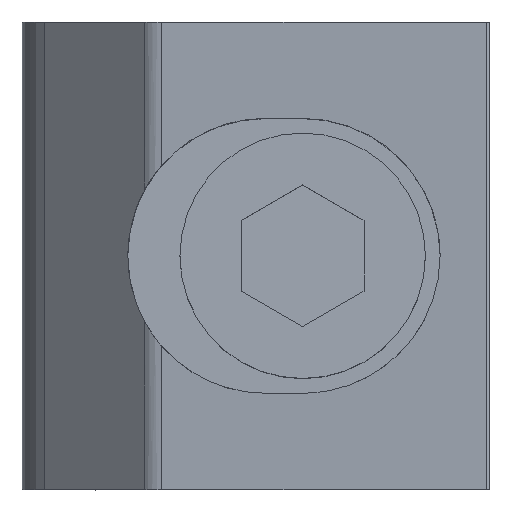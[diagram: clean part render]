
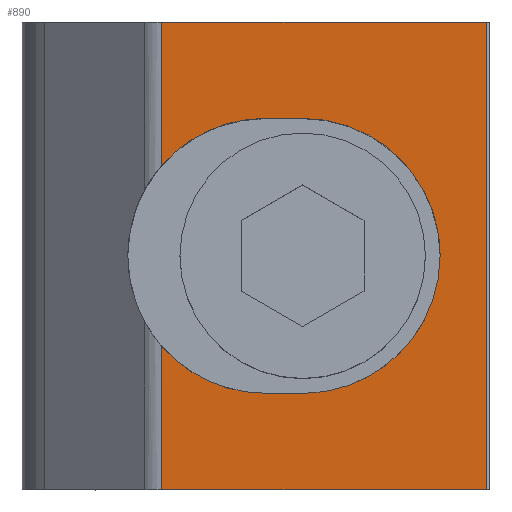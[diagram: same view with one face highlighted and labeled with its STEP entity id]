
A CAD part, top view. The second image highlights one B-rep face of the part: STEP entity #890.
In plain terms, the highlighted planar face has unit normal (-0.098, 0, 0.995).
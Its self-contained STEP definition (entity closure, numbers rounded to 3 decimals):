
#3 = EDGE_CURVE ( 'NONE', #978, #600, #1221, .T. ) ;
#27 = CARTESIAN_POINT ( 'NONE',  ( -5.745, -3.681, 9.623 ) ) ;
#38 = VECTOR ( 'NONE', #1483, 1000. ) ;
#58 =( BOUNDED_CURVE ( )  B_SPLINE_CURVE ( 3, ( #1095, #72, #533, #1651 ),
 .UNSPECIFIED., .F., .T. ) 
 B_SPLINE_CURVE_WITH_KNOTS ( ( 4, 4 ),
 ( 4.712, 6.283 ),
 .UNSPECIFIED. ) 
 CURVE ( )  GEOMETRIC_REPRESENTATION_ITEM ( )  RATIONAL_B_SPLINE_CURVE ( ( 1., 0.805, 0.805, 1. ) ) 
 REPRESENTATION_ITEM ( '' )  );
#72 = CARTESIAN_POINT ( 'NONE',  ( 3.281, 5.601, 10.508 ) ) ;
#78 = ORIENTED_EDGE ( 'NONE', *, *, #490, .T. ) ;
#129 = CARTESIAN_POINT ( 'NONE',  ( 7.495, 9.525, 10.921 ) ) ;
#157 = VECTOR ( 'NONE', #1327, 1000. ) ;
#198 = CARTESIAN_POINT ( 'NONE',  ( -5.745, -9.525, 9.623 ) ) ;
#210 = CARTESIAN_POINT ( 'NONE',  ( 0., -5.601, 10.187 ) ) ;
#229 = VERTEX_POINT ( 'NONE', #1781 ) ;
#286 = ORIENTED_EDGE ( 'NONE', *, *, #1187, .T. ) ;
#288 = CARTESIAN_POINT ( 'NONE',  ( -3.168, -5.601, 9.876 ) ) ;
#301 = EDGE_CURVE ( 'NONE', #1640, #229, #393, .T. ) ;
#317 = LINE ( 'NONE', #1324, #569 ) ;
#337 = ORIENTED_EDGE ( 'NONE', *, *, #301, .F. ) ;
#345 = CARTESIAN_POINT ( 'NONE',  ( 7.495, 5.601, 10.921 ) ) ;
#359 = VERTEX_POINT ( 'NONE', #691 ) ;
#393 = LINE ( 'NONE', #931, #38 ) ;
#400 = VECTOR ( 'NONE', #1240, 1000. ) ;
#446 = CARTESIAN_POINT ( 'NONE',  ( -5.745, 3.681, 9.623 ) ) ;
#490 = EDGE_CURVE ( 'NONE', #1257, #359, #692, .T. ) ;
#513 = EDGE_CURVE ( 'NONE', #665, #1363, #1467, .T. ) ;
#517 = CARTESIAN_POINT ( 'NONE',  ( 7.495, -5.601, 10.921 ) ) ;
#533 = CARTESIAN_POINT ( 'NONE',  ( 5.601, 3.281, 10.736 ) ) ;
#535 = CARTESIAN_POINT ( 'NONE',  ( -1.524, 5.601, 10.037 ) ) ;
#552 = VERTEX_POINT ( 'NONE', #609 ) ;
#569 = VECTOR ( 'NONE', #1342, 1000. ) ;
#595 = EDGE_CURVE ( 'NONE', #1797, #229, #1308, .T. ) ;
#600 = VERTEX_POINT ( 'NONE', #446 ) ;
#608 = AXIS2_PLACEMENT_3D ( 'NONE', #1676, #1695, #1128 ) ;
#609 = CARTESIAN_POINT ( 'NONE',  ( -5.745, -3.681, 9.623 ) ) ;
#631 = CARTESIAN_POINT ( 'NONE',  ( -5.745, 9.525, 9.623 ) ) ;
#665 = VERTEX_POINT ( 'NONE', #535 ) ;
#691 = CARTESIAN_POINT ( 'NONE',  ( 0., -5.601, 10.187 ) ) ;
#692 =( BOUNDED_CURVE ( )  B_SPLINE_CURVE ( 3, ( #845, #1404, #1729, #210 ),
 .UNSPECIFIED., .F., .T. ) 
 B_SPLINE_CURVE_WITH_KNOTS ( ( 4, 4 ),
 ( 0., 1.571 ),
 .UNSPECIFIED. ) 
 CURVE ( )  GEOMETRIC_REPRESENTATION_ITEM ( )  RATIONAL_B_SPLINE_CURVE ( ( 1., 0.805, 0.805, 1. ) ) 
 REPRESENTATION_ITEM ( '' )  );
#717 = ORIENTED_EDGE ( 'NONE', *, *, #513, .T. ) ;
#734 = VECTOR ( 'NONE', #1052, 1000. ) ;
#746 = ORIENTED_EDGE ( 'NONE', *, *, #1542, .T. ) ;
#802 = ORIENTED_EDGE ( 'NONE', *, *, #1248, .F. ) ;
#845 = CARTESIAN_POINT ( 'NONE',  ( 5.601, 0., 10.736 ) ) ;
#890 = ADVANCED_FACE ( 'NONE', ( #1136 ), #1796, .F. ) ;
#931 = CARTESIAN_POINT ( 'NONE',  ( 7.495, 9.525, 10.921 ) ) ;
#936 = VECTOR ( 'NONE', #1104, 1000. ) ;
#963 = CARTESIAN_POINT ( 'NONE',  ( 5.601, 0., 10.736 ) ) ;
#978 = VERTEX_POINT ( 'NONE', #1681 ) ;
#999 = CARTESIAN_POINT ( 'NONE',  ( 0., 5.601, 10.187 ) ) ;
#1021 =( BOUNDED_CURVE ( )  B_SPLINE_CURVE ( 3, ( #1418, #1426, #1812, #1557 ),
 .UNSPECIFIED., .F., .T. ) 
 B_SPLINE_CURVE_WITH_KNOTS ( ( 4, 4 ),
 ( 3.859, 4.712 ),
 .UNSPECIFIED. ) 
 CURVE ( )  GEOMETRIC_REPRESENTATION_ITEM ( )  RATIONAL_B_SPLINE_CURVE ( ( 1., 0.94, 0.94, 1. ) ) 
 REPRESENTATION_ITEM ( '' )  );
#1052 = DIRECTION ( 'NONE',  ( 0.995, 0., 0.098 ) ) ;
#1078 = VERTEX_POINT ( 'NONE', #1461 ) ;
#1095 = CARTESIAN_POINT ( 'NONE',  ( 0., 5.601, 10.187 ) ) ;
#1103 = LINE ( 'NONE', #517, #400 ) ;
#1104 = DIRECTION ( 'NONE',  ( 0., -1., 0. ) ) ;
#1108 = DIRECTION ( 'NONE',  ( 0.995, 0., 0.098 ) ) ;
#1128 = DIRECTION ( 'NONE',  ( -0.995, 0., -0.098 ) ) ;
#1135 =( BOUNDED_CURVE ( )  B_SPLINE_CURVE ( 3, ( #1571, #288, #1678, #27 ),
 .UNSPECIFIED., .F., .T. ) 
 B_SPLINE_CURVE_WITH_KNOTS ( ( 4, 4 ),
 ( 1.571, 2.424 ),
 .UNSPECIFIED. ) 
 CURVE ( )  GEOMETRIC_REPRESENTATION_ITEM ( )  RATIONAL_B_SPLINE_CURVE ( ( 1., 0.94, 0.94, 1. ) ) 
 REPRESENTATION_ITEM ( '' )  );
#1136 = FACE_OUTER_BOUND ( 'NONE', #1425, .T. ) ;
#1173 = CARTESIAN_POINT ( 'NONE',  ( 7.495, -9.525, 10.921 ) ) ;
#1187 = EDGE_CURVE ( 'NONE', #359, #1078, #1103, .T. ) ;
#1205 = EDGE_CURVE ( 'NONE', #1363, #1257, #58, .T. ) ;
#1221 = LINE ( 'NONE', #631, #936 ) ;
#1240 = DIRECTION ( 'NONE',  ( -0.995, 0., -0.098 ) ) ;
#1248 = EDGE_CURVE ( 'NONE', #978, #1640, #1372, .T. ) ;
#1257 = VERTEX_POINT ( 'NONE', #963 ) ;
#1297 = ORIENTED_EDGE ( 'NONE', *, *, #595, .T. ) ;
#1308 = LINE ( 'NONE', #1173, #734 ) ;
#1324 = CARTESIAN_POINT ( 'NONE',  ( -5.745, 9.525, 9.623 ) ) ;
#1327 = DIRECTION ( 'NONE',  ( 0.995, 0., 0.098 ) ) ;
#1342 = DIRECTION ( 'NONE',  ( 0., -1., 0. ) ) ;
#1363 = VERTEX_POINT ( 'NONE', #999 ) ;
#1367 = CARTESIAN_POINT ( 'NONE',  ( 7.495, 9.525, 10.921 ) ) ;
#1372 = LINE ( 'NONE', #1367, #1463 ) ;
#1374 = ORIENTED_EDGE ( 'NONE', *, *, #3, .T. ) ;
#1404 = CARTESIAN_POINT ( 'NONE',  ( 5.601, -3.281, 10.736 ) ) ;
#1418 = CARTESIAN_POINT ( 'NONE',  ( -5.745, 3.681, 9.623 ) ) ;
#1425 = EDGE_LOOP ( 'NONE', ( #286, #1502, #1570, #1297, #337, #802, #1374, #746, #717, #1457, #78 ) ) ;
#1426 = CARTESIAN_POINT ( 'NONE',  ( -4.664, 4.92, 9.729 ) ) ;
#1457 = ORIENTED_EDGE ( 'NONE', *, *, #1205, .T. ) ;
#1461 = CARTESIAN_POINT ( 'NONE',  ( -1.524, -5.601, 10.037 ) ) ;
#1463 = VECTOR ( 'NONE', #1108, 1000. ) ;
#1467 = LINE ( 'NONE', #345, #157 ) ;
#1483 = DIRECTION ( 'NONE',  ( 0., -1., 0. ) ) ;
#1502 = ORIENTED_EDGE ( 'NONE', *, *, #1511, .T. ) ;
#1511 = EDGE_CURVE ( 'NONE', #1078, #552, #1135, .T. ) ;
#1542 = EDGE_CURVE ( 'NONE', #600, #665, #1021, .T. ) ;
#1557 = CARTESIAN_POINT ( 'NONE',  ( -1.524, 5.601, 10.037 ) ) ;
#1570 = ORIENTED_EDGE ( 'NONE', *, *, #1719, .T. ) ;
#1571 = CARTESIAN_POINT ( 'NONE',  ( -1.524, -5.601, 10.037 ) ) ;
#1640 = VERTEX_POINT ( 'NONE', #129 ) ;
#1651 = CARTESIAN_POINT ( 'NONE',  ( 5.601, 0., 10.736 ) ) ;
#1676 = CARTESIAN_POINT ( 'NONE',  ( 7.495, 9.525, 10.921 ) ) ;
#1678 = CARTESIAN_POINT ( 'NONE',  ( -4.664, -4.92, 9.729 ) ) ;
#1681 = CARTESIAN_POINT ( 'NONE',  ( -5.745, 9.525, 9.623 ) ) ;
#1695 = DIRECTION ( 'NONE',  ( 0.098, 0., -0.995 ) ) ;
#1719 = EDGE_CURVE ( 'NONE', #552, #1797, #317, .T. ) ;
#1729 = CARTESIAN_POINT ( 'NONE',  ( 3.281, -5.601, 10.508 ) ) ;
#1781 = CARTESIAN_POINT ( 'NONE',  ( 7.495, -9.525, 10.921 ) ) ;
#1796 = PLANE ( 'NONE',  #608 ) ;
#1797 = VERTEX_POINT ( 'NONE', #198 ) ;
#1812 = CARTESIAN_POINT ( 'NONE',  ( -3.168, 5.601, 9.876 ) ) ;
